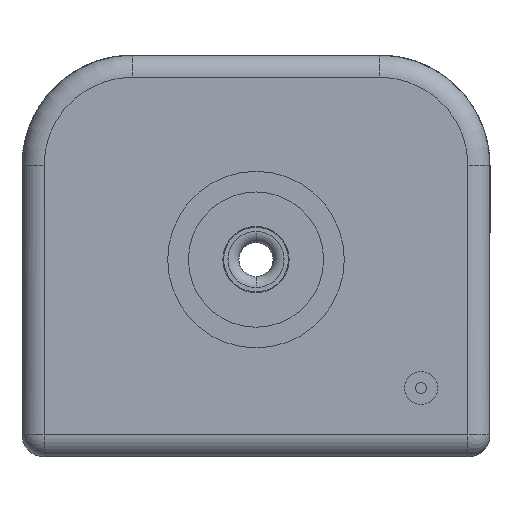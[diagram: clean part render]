
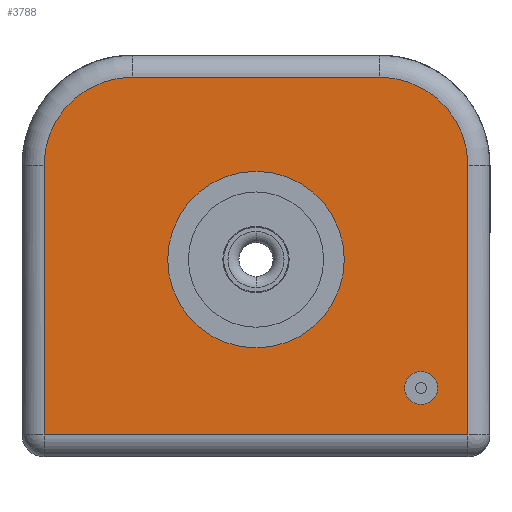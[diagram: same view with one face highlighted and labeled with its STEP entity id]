
A CAD part, front view. The second image highlights one B-rep face of the part: STEP entity #3788.
In plain terms, the highlighted planar face has unit normal (0, -1, 0).
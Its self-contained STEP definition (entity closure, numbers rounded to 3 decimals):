
#10 = VERTEX_POINT ( 'NONE', #2584 ) ;
#32 = CARTESIAN_POINT ( 'NONE',  ( 0., 0., -0.163 ) ) ;
#171 = VERTEX_POINT ( 'NONE', #5527 ) ;
#251 = CARTESIAN_POINT ( 'NONE',  ( -5.6, 0., 4.1 ) ) ;
#312 = EDGE_CURVE ( 'NONE', #3919, #4096, #3082, .T. ) ;
#375 = DIRECTION ( 'NONE',  ( 0., 1., 0. ) ) ;
#462 = DIRECTION ( 'NONE',  ( 0., -1., 0. ) ) ;
#486 = ORIENTED_EDGE ( 'NONE', *, *, #5318, .T. ) ;
#534 = AXIS2_PLACEMENT_3D ( 'NONE', #3157, #462, #816 ) ;
#608 = DIRECTION ( 'NONE',  ( 0., 0., 1. ) ) ;
#619 = CARTESIAN_POINT ( 'NONE',  ( 9.6, 0., -2. ) ) ;
#642 = VERTEX_POINT ( 'NONE', #4507 ) ;
#715 = CIRCLE ( 'NONE', #3015, 4. ) ;
#816 = DIRECTION ( 'NONE',  ( -1., 0., 0. ) ) ;
#821 = CARTESIAN_POINT ( 'NONE',  ( 0., 0., -8.1 ) ) ;
#1025 = VERTEX_POINT ( 'NONE', #3638 ) ;
#1044 = EDGE_LOOP ( 'NONE', ( #3856, #4929, #4978, #2387, #2772, #1555 ) ) ;
#1202 = ORIENTED_EDGE ( 'NONE', *, *, #2033, .T. ) ;
#1213 = CARTESIAN_POINT ( 'NONE',  ( 9.6, 0., 4.1 ) ) ;
#1268 = AXIS2_PLACEMENT_3D ( 'NONE', #1423, #3746, #608 ) ;
#1362 = VECTOR ( 'NONE', #4055, 1000. ) ;
#1408 = CARTESIAN_POINT ( 'NONE',  ( 7.479, 0., -5.979 ) ) ;
#1415 = AXIS2_PLACEMENT_3D ( 'NONE', #1408, #4677, #1885 ) ;
#1423 = CARTESIAN_POINT ( 'NONE',  ( 5.6, 0., 4.1 ) ) ;
#1482 = ORIENTED_EDGE ( 'NONE', *, *, #5233, .T. ) ;
#1555 = ORIENTED_EDGE ( 'NONE', *, *, #2693, .F. ) ;
#1703 = EDGE_CURVE ( 'NONE', #4049, #2652, #5370, .T. ) ;
#1823 = ORIENTED_EDGE ( 'NONE', *, *, #1703, .T. ) ;
#1885 = DIRECTION ( 'NONE',  ( -1., 0., 0. ) ) ;
#2033 = EDGE_CURVE ( 'NONE', #171, #10, #2520, .T. ) ;
#2063 = CARTESIAN_POINT ( 'NONE',  ( 7.479, 0., -5.979 ) ) ;
#2196 = FACE_OUTER_BOUND ( 'NONE', #1044, .T. ) ;
#2231 = PLANE ( 'NONE',  #534 ) ;
#2387 = ORIENTED_EDGE ( 'NONE', *, *, #3641, .F. ) ;
#2477 = DIRECTION ( 'NONE',  ( 0., 0., -1. ) ) ;
#2512 = VECTOR ( 'NONE', #2477, 1000. ) ;
#2520 = CIRCLE ( 'NONE', #4139, 0.75 ) ;
#2584 = CARTESIAN_POINT ( 'NONE',  ( 7.479, 0., -5.229 ) ) ;
#2652 = VERTEX_POINT ( 'NONE', #3545 ) ;
#2693 = EDGE_CURVE ( 'NONE', #4557, #1025, #4946, .T. ) ;
#2704 = VECTOR ( 'NONE', #2783, 1000. ) ;
#2772 = ORIENTED_EDGE ( 'NONE', *, *, #3829, .F. ) ;
#2783 = DIRECTION ( 'NONE',  ( 1., 0., 0. ) ) ;
#2826 = VECTOR ( 'NONE', #3578, 1000. ) ;
#2934 = CIRCLE ( 'NONE', #1415, 0.75 ) ;
#3015 = AXIS2_PLACEMENT_3D ( 'NONE', #251, #3484, #3455 ) ;
#3078 = DIRECTION ( 'NONE',  ( 0., 1., 0. ) ) ;
#3082 = CIRCLE ( 'NONE', #1268, 4. ) ;
#3099 = CARTESIAN_POINT ( 'NONE',  ( -9.6, 0., -2. ) ) ;
#3157 = CARTESIAN_POINT ( 'NONE',  ( 9.61, 0., 8.11 ) ) ;
#3237 = DIRECTION ( 'NONE',  ( 0., 1., 0. ) ) ;
#3455 = DIRECTION ( 'NONE',  ( -1., 0., 0. ) ) ;
#3484 = DIRECTION ( 'NONE',  ( 0., 1., 0. ) ) ;
#3545 = CARTESIAN_POINT ( 'NONE',  ( 0., 0., 3.837 ) ) ;
#3578 = DIRECTION ( 'NONE',  ( 0., 0., 1. ) ) ;
#3600 = CIRCLE ( 'NONE', #4352, 4. ) ;
#3638 = CARTESIAN_POINT ( 'NONE',  ( -9.6, 0., -8.1 ) ) ;
#3641 = EDGE_CURVE ( 'NONE', #642, #5135, #715, .T. ) ;
#3693 = LINE ( 'NONE', #3099, #2826 ) ;
#3746 = DIRECTION ( 'NONE',  ( 0., 1., 0. ) ) ;
#3788 = ADVANCED_FACE ( 'NONE', ( #4971, #4081, #2196 ), #2231, .T. ) ;
#3800 = LINE ( 'NONE', #4208, #2704 ) ;
#3817 = LINE ( 'NONE', #619, #2512 ) ;
#3829 = EDGE_CURVE ( 'NONE', #1025, #642, #3693, .T. ) ;
#3856 = ORIENTED_EDGE ( 'NONE', *, *, #5573, .F. ) ;
#3919 = VERTEX_POINT ( 'NONE', #4612 ) ;
#4049 = VERTEX_POINT ( 'NONE', #4425 ) ;
#4055 = DIRECTION ( 'NONE',  ( -1., 0., 0. ) ) ;
#4072 = DIRECTION ( 'NONE',  ( 0., 0., -1. ) ) ;
#4081 = FACE_BOUND ( 'NONE', #5885, .T. ) ;
#4096 = VERTEX_POINT ( 'NONE', #1213 ) ;
#4139 = AXIS2_PLACEMENT_3D ( 'NONE', #2063, #3078, #5283 ) ;
#4191 = CARTESIAN_POINT ( 'NONE',  ( -5.6, 0., 8.1 ) ) ;
#4208 = CARTESIAN_POINT ( 'NONE',  ( 0., 0., 8.1 ) ) ;
#4352 = AXIS2_PLACEMENT_3D ( 'NONE', #4471, #375, #4413 ) ;
#4413 = DIRECTION ( 'NONE',  ( 0., 0., -1. ) ) ;
#4425 = CARTESIAN_POINT ( 'NONE',  ( 0., 0., -4.163 ) ) ;
#4471 = CARTESIAN_POINT ( 'NONE',  ( 0., 0., -0.163 ) ) ;
#4507 = CARTESIAN_POINT ( 'NONE',  ( -9.6, 0., 4.1 ) ) ;
#4557 = VERTEX_POINT ( 'NONE', #5856 ) ;
#4612 = CARTESIAN_POINT ( 'NONE',  ( 5.6, 0., 8.1 ) ) ;
#4677 = DIRECTION ( 'NONE',  ( 0., 1., 0. ) ) ;
#4899 = AXIS2_PLACEMENT_3D ( 'NONE', #32, #3237, #4072 ) ;
#4929 = ORIENTED_EDGE ( 'NONE', *, *, #312, .F. ) ;
#4946 = LINE ( 'NONE', #821, #1362 ) ;
#4971 = FACE_BOUND ( 'NONE', #5446, .T. ) ;
#4978 = ORIENTED_EDGE ( 'NONE', *, *, #5786, .F. ) ;
#5135 = VERTEX_POINT ( 'NONE', #4191 ) ;
#5233 = EDGE_CURVE ( 'NONE', #2652, #4049, #3600, .T. ) ;
#5283 = DIRECTION ( 'NONE',  ( -1., 0., 0. ) ) ;
#5318 = EDGE_CURVE ( 'NONE', #10, #171, #2934, .T. ) ;
#5370 = CIRCLE ( 'NONE', #4899, 4. ) ;
#5446 = EDGE_LOOP ( 'NONE', ( #1482, #1823 ) ) ;
#5527 = CARTESIAN_POINT ( 'NONE',  ( 7.479, 0., -6.729 ) ) ;
#5573 = EDGE_CURVE ( 'NONE', #4096, #4557, #3817, .T. ) ;
#5786 = EDGE_CURVE ( 'NONE', #5135, #3919, #3800, .T. ) ;
#5856 = CARTESIAN_POINT ( 'NONE',  ( 9.6, 0., -8.1 ) ) ;
#5885 = EDGE_LOOP ( 'NONE', ( #486, #1202 ) ) ;
